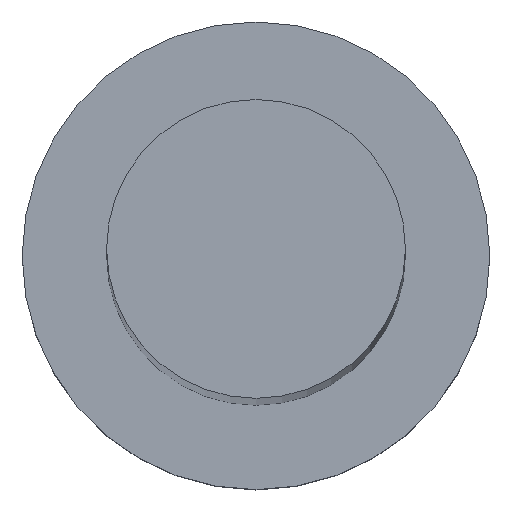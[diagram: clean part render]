
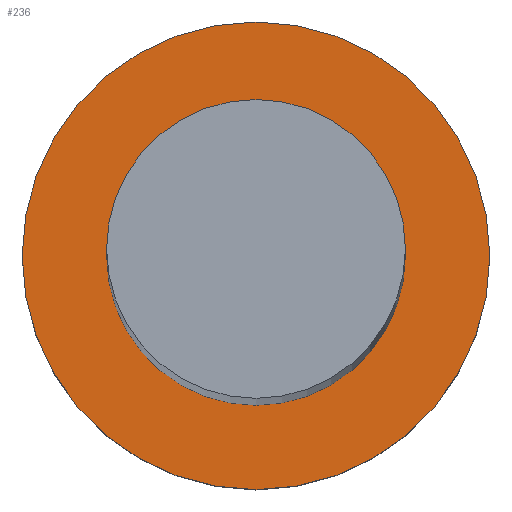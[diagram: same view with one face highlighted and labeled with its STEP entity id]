
A CAD part, top view. The second image highlights one B-rep face of the part: STEP entity #236.
In plain terms, the highlighted planar face has unit normal (0, 0, 1).
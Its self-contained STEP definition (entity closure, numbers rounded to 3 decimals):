
#1 = AXIS2_PLACEMENT_3D ( 'NONE', #76, #230, #186 ) ;
#3 = DIRECTION ( 'NONE',  ( 1., 0., 0. ) ) ;
#4 = EDGE_LOOP ( 'NONE', ( #122, #171 ) ) ;
#10 = EDGE_CURVE ( 'NONE', #107, #174, #178, .T. ) ;
#25 = FACE_OUTER_BOUND ( 'NONE', #242, .T. ) ;
#26 = EDGE_CURVE ( 'NONE', #112, #173, #100, .T. ) ;
#31 = CARTESIAN_POINT ( 'NONE',  ( 5.75, 0., 7. ) ) ;
#35 = CARTESIAN_POINT ( 'NONE',  ( -5.75, 0., 7. ) ) ;
#36 = DIRECTION ( 'NONE',  ( 0., 0., 1. ) ) ;
#38 = CARTESIAN_POINT ( 'NONE',  ( 0., 0., 7. ) ) ;
#40 = DIRECTION ( 'NONE',  ( 1., 0., 0. ) ) ;
#45 = EDGE_CURVE ( 'NONE', #174, #107, #192, .T. ) ;
#76 = CARTESIAN_POINT ( 'NONE',  ( 0., 0., 7. ) ) ;
#80 = FACE_BOUND ( 'NONE', #4, .T. ) ;
#99 = ORIENTED_EDGE ( 'NONE', *, *, #10, .T. ) ;
#100 = CIRCLE ( 'NONE', #220, 5.75 ) ;
#107 = VERTEX_POINT ( 'NONE', #255 ) ;
#112 = VERTEX_POINT ( 'NONE', #35 ) ;
#116 = DIRECTION ( 'NONE',  ( 1., 0., 0. ) ) ;
#117 = DIRECTION ( 'NONE',  ( 0., 0., 1. ) ) ;
#122 = ORIENTED_EDGE ( 'NONE', *, *, #26, .F. ) ;
#131 = DIRECTION ( 'NONE',  ( 0., 0., 1. ) ) ;
#134 = AXIS2_PLACEMENT_3D ( 'NONE', #38, #117, #3 ) ;
#143 = EDGE_CURVE ( 'NONE', #173, #112, #214, .T. ) ;
#150 = CARTESIAN_POINT ( 'NONE',  ( -9., 0., 7. ) ) ;
#171 = ORIENTED_EDGE ( 'NONE', *, *, #143, .F. ) ;
#173 = VERTEX_POINT ( 'NONE', #31 ) ;
#174 = VERTEX_POINT ( 'NONE', #150 ) ;
#178 = CIRCLE ( 'NONE', #1, 9. ) ;
#186 = DIRECTION ( 'NONE',  ( 1., 0., 0. ) ) ;
#192 = CIRCLE ( 'NONE', #251, 9. ) ;
#193 = DIRECTION ( 'NONE',  ( 1., 0., 0. ) ) ;
#199 = PLANE ( 'NONE',  #254 ) ;
#212 = CARTESIAN_POINT ( 'NONE',  ( 0., 0., 7. ) ) ;
#214 = CIRCLE ( 'NONE', #134, 5.75 ) ;
#220 = AXIS2_PLACEMENT_3D ( 'NONE', #228, #131, #40 ) ;
#228 = CARTESIAN_POINT ( 'NONE',  ( 0., 0., 7. ) ) ;
#230 = DIRECTION ( 'NONE',  ( 0., 0., 1. ) ) ;
#236 = ADVANCED_FACE ( 'NONE', ( #80, #25 ), #199, .T. ) ;
#242 = EDGE_LOOP ( 'NONE', ( #248, #99 ) ) ;
#248 = ORIENTED_EDGE ( 'NONE', *, *, #45, .T. ) ;
#249 = CARTESIAN_POINT ( 'NONE',  ( 0., 0., 7. ) ) ;
#251 = AXIS2_PLACEMENT_3D ( 'NONE', #212, #36, #116 ) ;
#252 = DIRECTION ( 'NONE',  ( 0., 0., 1. ) ) ;
#254 = AXIS2_PLACEMENT_3D ( 'NONE', #249, #252, #193 ) ;
#255 = CARTESIAN_POINT ( 'NONE',  ( 9., 0., 7. ) ) ;
